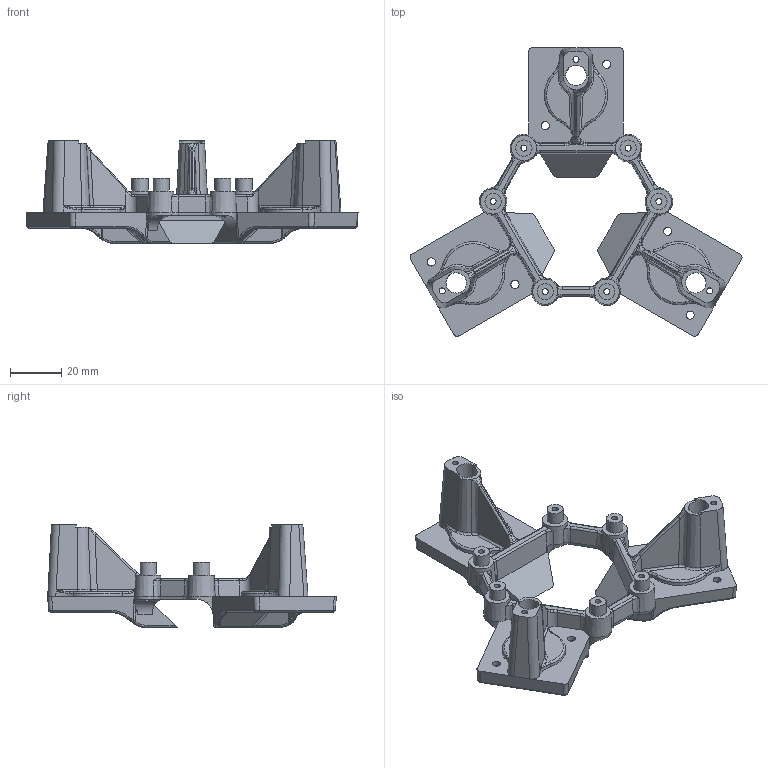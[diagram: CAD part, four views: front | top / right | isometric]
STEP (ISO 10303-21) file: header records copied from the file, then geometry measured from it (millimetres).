
FILE_DESCRIPTION (( 'STEP AP214' ), '1' );
FILE_NAME ('71256 Hot End Platform.STEP', '2019-06-27T12:39:19', ( '' ), ( '' ), 'SwSTEP 2.0', 'SolidWorks 2018', '' );
FILE_SCHEMA (( 'AUTOMOTIVE_DESIGN' ));
Length unit declared in the file: millimetre
Products named in the file (1): 71256 Hot End Platform
Bounding box: 129.92 x 112.94 x 40.25 mm (x, y, z)
Volume: 37907.8 mm3; surface area: 28766.8 mm2
Topology: 1 solids, 1 shells, 615 faces, 1530 edges, 915 vertices
Faces by surface type: bspline 228, cylinder 165, plane 132, cone 42, torus 30, sphere 18
Full cylindrical faces by diameter (mm): 2.36 x6, 2.362 x3, 3.175 x6, 6.35 x6, 8 x3
Entity records: 24841 total; most frequent: CARTESIAN_POINT 12356, ORIENTED_EDGE 2976, DIRECTION 2081, EDGE_CURVE 1488, VERTEX_POINT 903, AXIS2_PLACEMENT_3D 841, EDGE_LOOP 681, FACE_OUTER_BOUND 639
